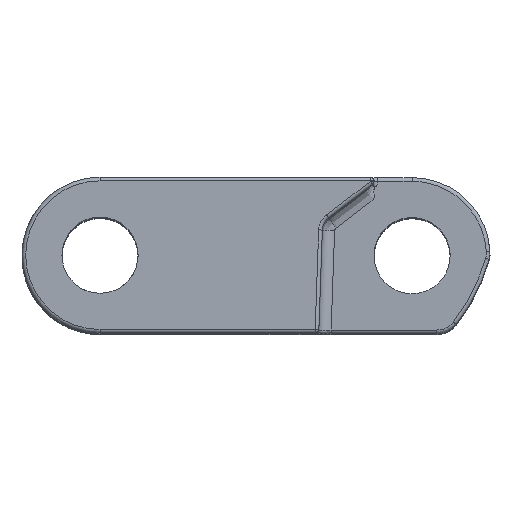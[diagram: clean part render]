
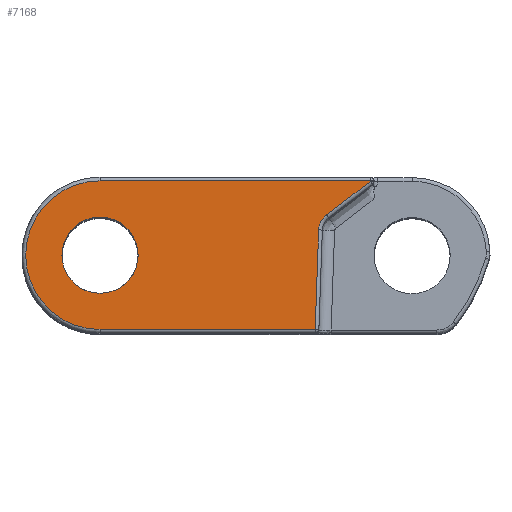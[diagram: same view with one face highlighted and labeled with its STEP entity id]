
A CAD part, top view. The second image highlights one B-rep face of the part: STEP entity #7168.
In plain terms, the highlighted planar face has unit normal (0, 0, 1).
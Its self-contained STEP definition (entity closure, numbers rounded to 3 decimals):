
#17=FACE_BOUND('',#868,.T.);
#397=FACE_OUTER_BOUND('',#867,.T.);
#867=EDGE_LOOP('',(#4924,#4925,#4926,#4927,#4928,#4929,#4930));
#868=EDGE_LOOP('',(#4931));
#1371=CIRCLE('',#7702,6.05);
#1372=CIRCLE('',#7703,1.6);
#1373=CIRCLE('',#7704,3.1);
#1966=LINE('',#12129,#2506);
#1967=LINE('',#12135,#2507);
#1968=LINE('',#12139,#2508);
#1969=LINE('',#12141,#2509);
#1970=LINE('',#12142,#2510);
#2506=VECTOR('',#8613,17.51);
#2507=VECTOR('',#8620,8.111);
#2508=VECTOR('',#8623,4.498);
#2509=VECTOR('',#8624,0.051);
#2510=VECTOR('',#8625,22.);
#3078=VERTEX_POINT('',#12124);
#3079=VERTEX_POINT('',#12128);
#3080=VERTEX_POINT('',#12132);
#3081=VERTEX_POINT('',#12134);
#3082=VERTEX_POINT('',#12136);
#3083=VERTEX_POINT('',#12138);
#3084=VERTEX_POINT('',#12140);
#3085=VERTEX_POINT('',#12143);
#3762=EDGE_CURVE('',#3078,#3079,#1966,.T.);
#3764=EDGE_CURVE('',#3079,#3080,#1371,.T.);
#3765=EDGE_CURVE('',#3081,#3078,#1967,.T.);
#3766=EDGE_CURVE('',#3082,#3081,#1372,.T.);
#3767=EDGE_CURVE('',#3083,#3082,#1968,.T.);
#3768=EDGE_CURVE('',#3084,#3083,#1969,.T.);
#3769=EDGE_CURVE('',#3080,#3084,#1970,.T.);
#3770=EDGE_CURVE('',#3085,#3085,#1373,.T.);
#4924=ORIENTED_EDGE('',*,*,#3764,.F.);
#4925=ORIENTED_EDGE('',*,*,#3762,.F.);
#4926=ORIENTED_EDGE('',*,*,#3765,.F.);
#4927=ORIENTED_EDGE('',*,*,#3766,.F.);
#4928=ORIENTED_EDGE('',*,*,#3767,.F.);
#4929=ORIENTED_EDGE('',*,*,#3768,.F.);
#4930=ORIENTED_EDGE('',*,*,#3769,.F.);
#4931=ORIENTED_EDGE('',*,*,#3770,.T.);
#7006=PLANE('',#7701);
#7168=ADVANCED_FACE('',(#397,#17),#7006,.F.);
#7701=AXIS2_PLACEMENT_3D('',#12131,#8616,#8617);
#7702=AXIS2_PLACEMENT_3D('',#12133,#8618,#8619);
#7703=AXIS2_PLACEMENT_3D('',#12137,#8621,#8622);
#7704=AXIS2_PLACEMENT_3D('',#12144,#8626,#8627);
#8613=DIRECTION('',(-1.,0.,0.));
#8616=DIRECTION('center_axis',(0.,0.,-1.));
#8617=DIRECTION('ref_axis',(-1.,0.,0.));
#8618=DIRECTION('center_axis',(0.,0.,-1.));
#8619=DIRECTION('ref_axis',(0.,-1.,0.));
#8620=DIRECTION('',(-0.035,-0.999,0.));
#8621=DIRECTION('center_axis',(0.,0.,1.));
#8622=DIRECTION('ref_axis',(-0.606,0.795,0.));
#8623=DIRECTION('',(-0.795,-0.606,0.));
#8624=DIRECTION('',(0.,-1.,0.));
#8625=DIRECTION('',(1.,0.,0.));
#8626=DIRECTION('center_axis',(0.,0.,-1.));
#8627=DIRECTION('ref_axis',(0.,1.,0.));
#12124=CARTESIAN_POINT('',(4.81,-6.05,76.205));
#12128=CARTESIAN_POINT('',(-12.7,-6.05,76.205));
#12129=CARTESIAN_POINT('',(4.81,-6.05,76.205));
#12131=CARTESIAN_POINT('Origin',(0.,0.,76.205));
#12132=CARTESIAN_POINT('',(-12.7,6.05,76.205));
#12133=CARTESIAN_POINT('Origin',(-12.7,0.,76.205));
#12134=CARTESIAN_POINT('',(5.093,2.056,76.205));
#12135=CARTESIAN_POINT('',(5.093,2.056,76.205));
#12136=CARTESIAN_POINT('',(5.723,3.273,76.205));
#12137=CARTESIAN_POINT('Origin',(6.692,2.,76.205));
#12138=CARTESIAN_POINT('',(9.3,5.999,76.205));
#12139=CARTESIAN_POINT('',(9.3,5.999,76.205));
#12140=CARTESIAN_POINT('',(9.3,6.05,76.205));
#12141=CARTESIAN_POINT('',(9.3,6.05,76.205));
#12142=CARTESIAN_POINT('',(-12.7,6.05,76.205));
#12143=CARTESIAN_POINT('',(-12.7,-3.1,76.205));
#12144=CARTESIAN_POINT('Origin',(-12.7,0.,76.205));
